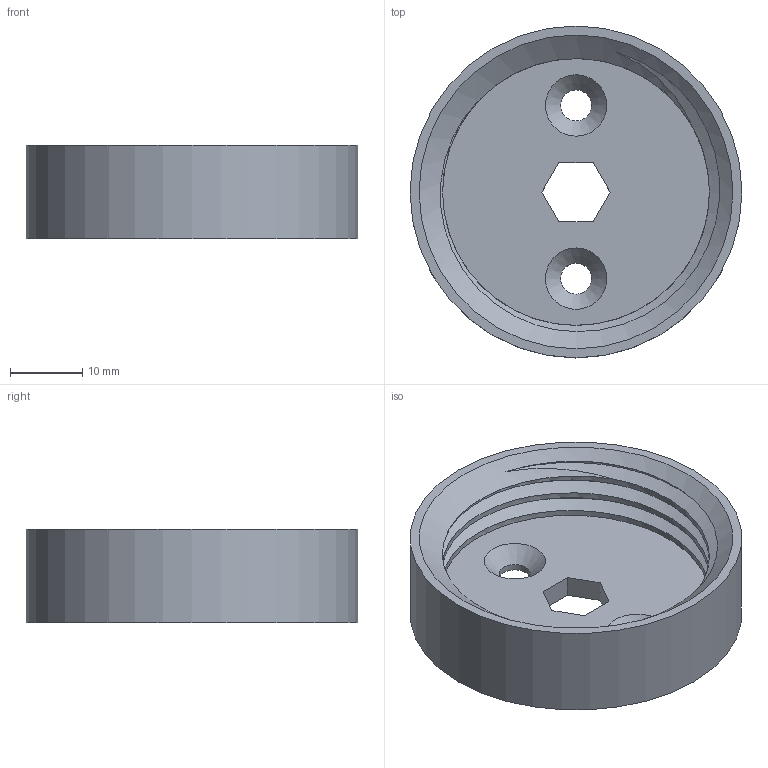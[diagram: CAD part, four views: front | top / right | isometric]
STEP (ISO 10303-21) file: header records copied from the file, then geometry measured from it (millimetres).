
FILE_DESCRIPTION(/* description */ (''),/* implementation_level */ '2;1');
FILE_NAME(/* name */ 'Fixing-outer.step',/* time_stamp */ '2025-12-07T22:10:42Z',/* author */ (''),/* organization */ (''),/* preprocessor_version */ 'ST-DEVELOPER v20.1',/* originating_system */ 'Autodesk Translation Framework v14.21.0.0',/* authorisation */ '');
FILE_SCHEMA (('AUTOMOTIVE_DESIGN { 1 0 10303 214 3 1 1 }'));
Length unit declared in the file: millimetre
Products named in the file (1): Fixing-outer
Bounding box: 46 x 46 x 13 mm (x, y, z)
Volume: 9347.6 mm3; surface area: 6856.5 mm2
Topology: 1 solids, 1 shells, 24 faces, 61 edges, 40 vertices
Faces by surface type: cylinder 10, plane 9, cone 3, bspline 2
Full cylindrical faces by diameter (mm): 4.3 x2, 37.002 x1, 40.349 x2, 46 x1
Entity records: 2009 total; most frequent: CARTESIAN_POINT 1412, ORIENTED_EDGE 122, DIRECTION 101, EDGE_CURVE 61, VERTEX_POINT 40, AXIS2_PLACEMENT_3D 36, EDGE_LOOP 31, LINE 29
